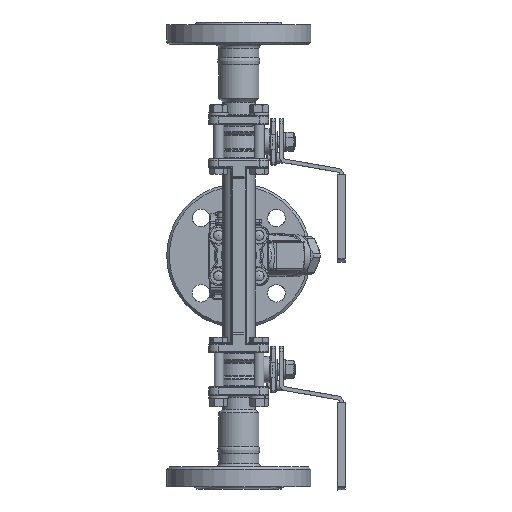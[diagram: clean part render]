
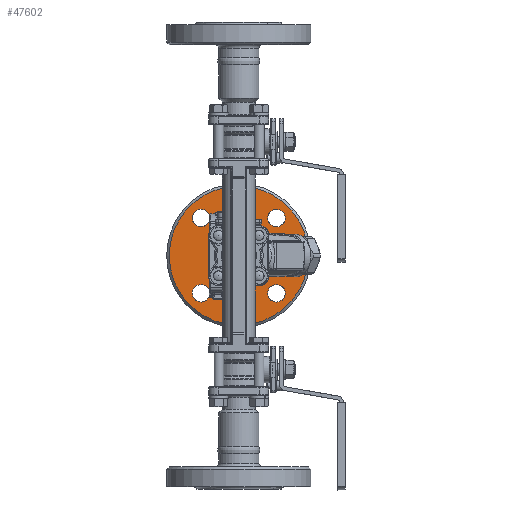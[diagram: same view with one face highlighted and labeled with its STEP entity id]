
A CAD part, left-side view. The second image highlights one B-rep face of the part: STEP entity #47602.
In plain terms, the highlighted planar face has unit normal (-1, 0, 0).
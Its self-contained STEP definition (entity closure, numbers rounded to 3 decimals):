
#3465=FACE_BOUND('',#14076,.T.);
#3466=FACE_BOUND('',#14077,.T.);
#3467=FACE_BOUND('',#14078,.T.);
#3468=FACE_BOUND('',#14079,.T.);
#3469=FACE_BOUND('',#14080,.T.);
#3733=PLANE('',#50621);
#11108=FACE_OUTER_BOUND('',#14075,.T.);
#14075=EDGE_LOOP('',(#32384));
#14076=EDGE_LOOP('',(#32385));
#14077=EDGE_LOOP('',(#32386));
#14078=EDGE_LOOP('',(#32387));
#14079=EDGE_LOOP('',(#32388));
#14080=EDGE_LOOP('',(#32389));
#17327=CIRCLE('',#50620,19.);
#17328=CIRCLE('',#50622,55.5);
#17329=CIRCLE('',#50623,7.);
#17330=CIRCLE('',#50624,7.);
#17331=CIRCLE('',#50625,7.);
#17332=CIRCLE('',#50626,7.);
#20321=VERTEX_POINT('',#71045);
#20322=VERTEX_POINT('',#71049);
#20323=VERTEX_POINT('',#71051);
#20324=VERTEX_POINT('',#71053);
#20325=VERTEX_POINT('',#71055);
#20326=VERTEX_POINT('',#71057);
#24898=EDGE_CURVE('',#20321,#20321,#17327,.T.);
#24899=EDGE_CURVE('',#20322,#20322,#17328,.T.);
#24900=EDGE_CURVE('',#20323,#20323,#17329,.T.);
#24901=EDGE_CURVE('',#20324,#20324,#17330,.T.);
#24902=EDGE_CURVE('',#20325,#20325,#17331,.T.);
#24903=EDGE_CURVE('',#20326,#20326,#17332,.T.);
#32384=ORIENTED_EDGE('',*,*,#24899,.F.);
#32385=ORIENTED_EDGE('',*,*,#24900,.T.);
#32386=ORIENTED_EDGE('',*,*,#24901,.T.);
#32387=ORIENTED_EDGE('',*,*,#24902,.T.);
#32388=ORIENTED_EDGE('',*,*,#24903,.T.);
#32389=ORIENTED_EDGE('',*,*,#24898,.F.);
#47602=ADVANCED_FACE('',(#11108,#3465,#3466,#3467,#3468,#3469),#3733,.T.);
#50620=AXIS2_PLACEMENT_3D('',#71047,#56542,#56543);
#50621=AXIS2_PLACEMENT_3D('',#71048,#56544,#56545);
#50622=AXIS2_PLACEMENT_3D('',#71050,#56546,#56547);
#50623=AXIS2_PLACEMENT_3D('',#71052,#56548,#56549);
#50624=AXIS2_PLACEMENT_3D('',#71054,#56550,#56551);
#50625=AXIS2_PLACEMENT_3D('',#71056,#56552,#56553);
#50626=AXIS2_PLACEMENT_3D('',#71058,#56554,#56555);
#56542=DIRECTION('center_axis',(-1.,0.,0.));
#56543=DIRECTION('ref_axis',(0.,-1.,0.));
#56544=DIRECTION('center_axis',(-1.,0.,0.));
#56545=DIRECTION('ref_axis',(0.,1.,0.));
#56546=DIRECTION('center_axis',(1.,0.,0.));
#56547=DIRECTION('ref_axis',(0.,-1.,0.));
#56548=DIRECTION('center_axis',(1.,0.,0.));
#56549=DIRECTION('ref_axis',(0.,-1.,0.));
#56550=DIRECTION('center_axis',(1.,0.,0.));
#56551=DIRECTION('ref_axis',(0.,0.,
1.));
#56552=DIRECTION('center_axis',(1.,0.,0.));
#56553=DIRECTION('ref_axis',(0.,1.,0.));
#56554=DIRECTION('center_axis',(1.,0.,0.));
#56555=DIRECTION('ref_axis',(0.,0.,
-1.));
#71045=CARTESIAN_POINT('',(178.708,97.574,-118.181));
#71047=CARTESIAN_POINT('Origin',(178.708,78.574,-118.181));
#71048=CARTESIAN_POINT('Origin',(178.708,78.574,-118.181));
#71049=CARTESIAN_POINT('',(178.708,134.074,-118.181));
#71050=CARTESIAN_POINT('Origin',(178.708,78.574,-118.181));
#71051=CARTESIAN_POINT('',(178.708,55.522,-148.234));
#71052=CARTESIAN_POINT('Origin',(178.708,48.522,-148.234));
#71053=CARTESIAN_POINT('',(178.708,48.522,-95.129));
#71054=CARTESIAN_POINT('Origin',(178.708,48.522,-88.129));
#71055=CARTESIAN_POINT('',(178.708,101.626,-88.129));
#71056=CARTESIAN_POINT('Origin',(178.708,108.626,-88.129));
#71057=CARTESIAN_POINT('',(178.708,108.626,-141.234));
#71058=CARTESIAN_POINT('Origin',(178.708,108.626,-148.234));
